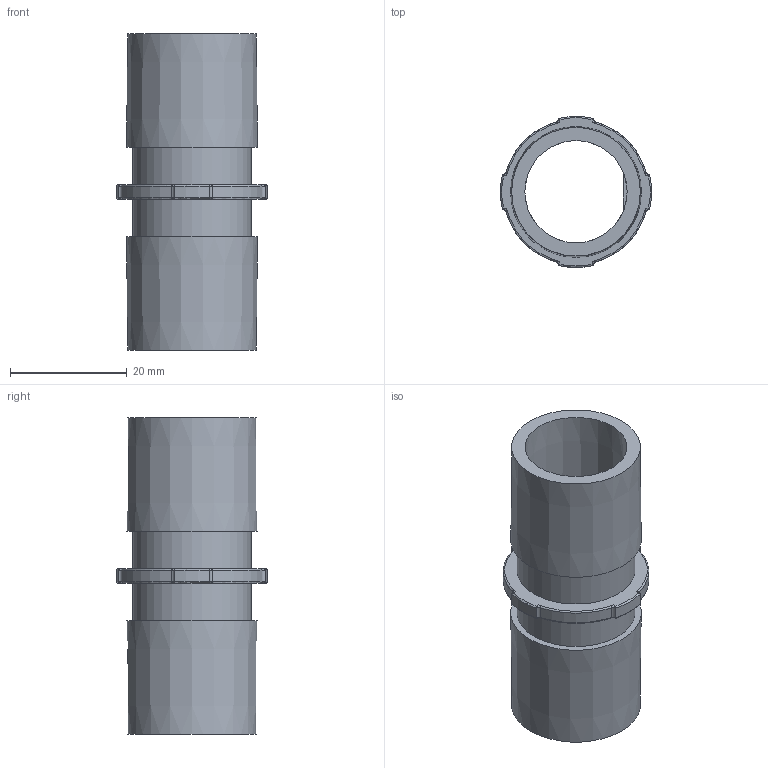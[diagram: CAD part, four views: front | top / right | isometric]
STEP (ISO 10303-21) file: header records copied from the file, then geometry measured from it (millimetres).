
FILE_DESCRIPTION(/* description */ (''),/* implementation_level */ '2;1');
FILE_NAME(/* name */ '22M22M-17.5F.step',/* time_stamp */ '2020-04-02T13:35:00+03:00',/* author */ (''),/* organization */ (''),/* preprocessor_version */ 'ST-DEVELOPER v18',/* originating_system */ 'Autodesk Translation Framework v8.12.0.6',/* authorisation */ '');
FILE_SCHEMA (('AUTOMOTIVE_DESIGN { 1 0 10303 214 3 1 1 }'));
Length unit declared in the file: millimetre
Products named in the file (1): hosecoupling
Bounding box: 25.82 x 25.82 x 54.1 mm (x, y, z)
Volume: 6400.1 mm3; surface area: 7669.5 mm2
Topology: 1 solids, 1 shells, 90 faces, 197 edges, 98 vertices
Faces by surface type: cylinder 36, plane 18, bspline 16, torus 16, cone 4
Full cylindrical faces by diameter (mm): 18.1 x1, 18.4 x1, 20.2 x2
Entity records: 3102 total; most frequent: CARTESIAN_POINT 1306, ORIENTED_EDGE 362, DIRECTION 348, EDGE_CURVE 181, AXIS2_PLACEMENT_3D 140, VERTEX_POINT 98, EDGE_LOOP 97, FACE_OUTER_BOUND 90
